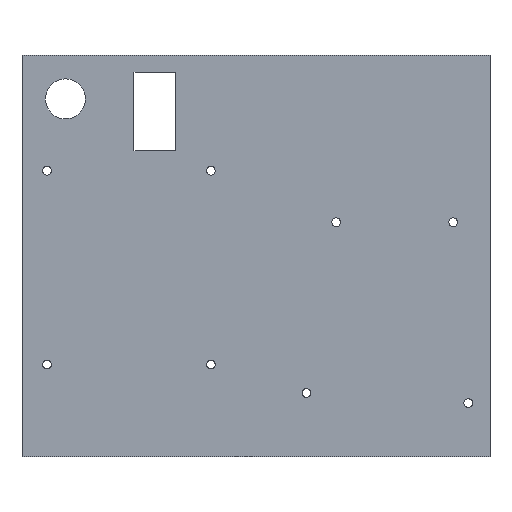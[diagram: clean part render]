
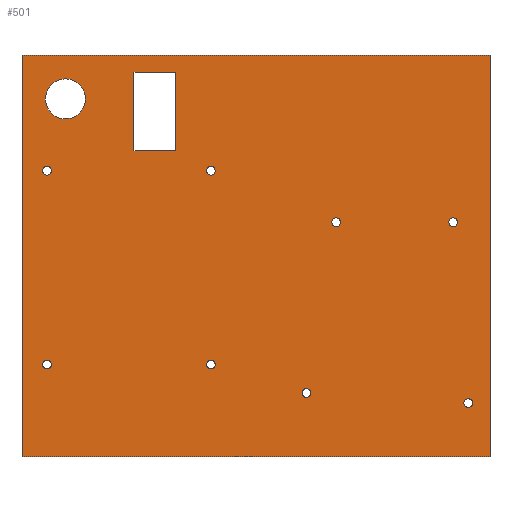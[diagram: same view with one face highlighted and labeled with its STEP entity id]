
A CAD part, front view. The second image highlights one B-rep face of the part: STEP entity #501.
In plain terms, the highlighted planar face has unit normal (0, -1, 0).
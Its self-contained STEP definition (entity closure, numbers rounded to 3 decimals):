
#29=FACE_BOUND('',#146,.T.);
#30=FACE_BOUND('',#147,.T.);
#31=FACE_BOUND('',#148,.T.);
#32=FACE_BOUND('',#149,.T.);
#33=FACE_BOUND('',#150,.T.);
#34=FACE_BOUND('',#151,.T.);
#35=FACE_BOUND('',#152,.T.);
#36=FACE_BOUND('',#153,.T.);
#37=FACE_BOUND('',#154,.T.);
#38=FACE_BOUND('',#155,.T.);
#56=CIRCLE('',#546,1.3);
#57=CIRCLE('',#548,1.3);
#58=CIRCLE('',#550,1.3);
#59=CIRCLE('',#552,1.3);
#60=CIRCLE('',#554,6.);
#61=CIRCLE('',#556,1.3);
#62=CIRCLE('',#558,1.3);
#63=CIRCLE('',#560,1.3);
#64=CIRCLE('',#562,1.3);
#104=FACE_OUTER_BOUND('',#145,.T.);
#145=EDGE_LOOP('',(#444,#445,#446,#447));
#146=EDGE_LOOP('',(#448,#449,#450,#451));
#147=EDGE_LOOP('',(#452));
#148=EDGE_LOOP('',(#453));
#149=EDGE_LOOP('',(#454));
#150=EDGE_LOOP('',(#455));
#151=EDGE_LOOP('',(#456));
#152=EDGE_LOOP('',(#457));
#153=EDGE_LOOP('',(#458));
#154=EDGE_LOOP('',(#459));
#155=EDGE_LOOP('',(#460));
#158=LINE('',#722,#195);
#162=LINE('',#729,#199);
#165=LINE('',#735,#202);
#167=LINE('',#738,#204);
#185=LINE('',#832,#222);
#188=LINE('',#837,#225);
#190=LINE('',#841,#227);
#192=LINE('',#844,#229);
#195=VECTOR('',#575,10.);
#199=VECTOR('',#581,10.);
#202=VECTOR('',#586,10.);
#204=VECTOR('',#590,10.);
#222=VECTOR('',#696,10.);
#225=VECTOR('',#701,10.);
#227=VECTOR('',#705,10.);
#229=VECTOR('',#709,10.);
#232=VERTEX_POINT('',#719);
#233=VERTEX_POINT('',#721);
#235=VERTEX_POINT('',#727);
#237=VERTEX_POINT('',#733);
#259=VERTEX_POINT('',#794);
#260=VERTEX_POINT('',#798);
#261=VERTEX_POINT('',#802);
#262=VERTEX_POINT('',#806);
#263=VERTEX_POINT('',#810);
#264=VERTEX_POINT('',#814);
#265=VERTEX_POINT('',#818);
#266=VERTEX_POINT('',#822);
#267=VERTEX_POINT('',#826);
#268=VERTEX_POINT('',#830);
#269=VERTEX_POINT('',#831);
#270=VERTEX_POINT('',#836);
#271=VERTEX_POINT('',#840);
#274=EDGE_CURVE('',#233,#232,#158,.T.);
#278=EDGE_CURVE('',#232,#235,#162,.T.);
#281=EDGE_CURVE('',#235,#237,#165,.T.);
#283=EDGE_CURVE('',#237,#233,#167,.T.);
#310=EDGE_CURVE('',#259,#259,#56,.T.);
#312=EDGE_CURVE('',#260,#260,#57,.T.);
#314=EDGE_CURVE('',#261,#261,#58,.T.);
#316=EDGE_CURVE('',#262,#262,#59,.T.);
#317=EDGE_CURVE('',#263,#263,#60,.T.);
#320=EDGE_CURVE('',#264,#264,#61,.T.);
#322=EDGE_CURVE('',#265,#265,#62,.T.);
#324=EDGE_CURVE('',#266,#266,#63,.T.);
#326=EDGE_CURVE('',#267,#267,#64,.T.);
#327=EDGE_CURVE('',#268,#269,#185,.T.);
#330=EDGE_CURVE('',#269,#270,#188,.T.);
#332=EDGE_CURVE('',#270,#271,#190,.T.);
#334=EDGE_CURVE('',#271,#268,#192,.T.);
#444=ORIENTED_EDGE('',*,*,#334,.T.);
#445=ORIENTED_EDGE('',*,*,#327,.T.);
#446=ORIENTED_EDGE('',*,*,#330,.T.);
#447=ORIENTED_EDGE('',*,*,#332,.T.);
#448=ORIENTED_EDGE('',*,*,#274,.T.);
#449=ORIENTED_EDGE('',*,*,#278,.T.);
#450=ORIENTED_EDGE('',*,*,#281,.T.);
#451=ORIENTED_EDGE('',*,*,#283,.T.);
#452=ORIENTED_EDGE('',*,*,#310,.T.);
#453=ORIENTED_EDGE('',*,*,#312,.T.);
#454=ORIENTED_EDGE('',*,*,#314,.T.);
#455=ORIENTED_EDGE('',*,*,#316,.T.);
#456=ORIENTED_EDGE('',*,*,#317,.T.);
#457=ORIENTED_EDGE('',*,*,#320,.T.);
#458=ORIENTED_EDGE('',*,*,#322,.T.);
#459=ORIENTED_EDGE('',*,*,#324,.T.);
#460=ORIENTED_EDGE('',*,*,#326,.T.);
#474=PLANE('',#568);
#501=ADVANCED_FACE('',(#104,#29,#30,#31,#32,#33,#34,#35,#36,#37,#38),#474,
 .F.);
#546=AXIS2_PLACEMENT_3D('',#796,#652,#653);
#548=AXIS2_PLACEMENT_3D('',#800,#657,#658);
#550=AXIS2_PLACEMENT_3D('',#804,#662,#663);
#552=AXIS2_PLACEMENT_3D('',#808,#667,#668);
#554=AXIS2_PLACEMENT_3D('',#811,#671,#672);
#556=AXIS2_PLACEMENT_3D('',#816,#677,#678);
#558=AXIS2_PLACEMENT_3D('',#820,#682,#683);
#560=AXIS2_PLACEMENT_3D('',#824,#687,#688);
#562=AXIS2_PLACEMENT_3D('',#828,#692,#693);
#568=AXIS2_PLACEMENT_3D('',#846,#712,#713);
#575=DIRECTION('',(0.,0.,-1.));
#581=DIRECTION('',(-1.,0.,0.));
#586=DIRECTION('',(0.,0.,1.));
#590=DIRECTION('',(1.,0.,0.));
#652=DIRECTION('center_axis',(0.,1.,0.));
#653=DIRECTION('ref_axis',(0.,0.,1.));
#657=DIRECTION('center_axis',(0.,1.,0.));
#658=DIRECTION('ref_axis',(0.,0.,1.));
#662=DIRECTION('center_axis',(0.,1.,0.));
#663=DIRECTION('ref_axis',(0.,0.,1.));
#667=DIRECTION('center_axis',(0.,1.,0.));
#668=DIRECTION('ref_axis',(0.,0.,1.));
#671=DIRECTION('center_axis',(0.,1.,0.));
#672=DIRECTION('ref_axis',(0.,0.,-1.));
#677=DIRECTION('center_axis',(0.,1.,0.));
#678=DIRECTION('ref_axis',(0.,0.,1.));
#682=DIRECTION('center_axis',(0.,1.,0.));
#683=DIRECTION('ref_axis',(0.,0.,1.));
#687=DIRECTION('center_axis',(0.,1.,0.));
#688=DIRECTION('ref_axis',(0.,0.,1.));
#692=DIRECTION('center_axis',(0.,1.,0.));
#693=DIRECTION('ref_axis',(0.,0.,1.));
#696=DIRECTION('',(0.,0.,-1.));
#701=DIRECTION('',(1.,0.,0.));
#705=DIRECTION('',(0.,0.,1.));
#709=DIRECTION('',(-1.,0.,0.));
#712=DIRECTION('center_axis',(0.,1.,0.));
#713=DIRECTION('ref_axis',(1.,0.,0.));
#719=CARTESIAN_POINT('',(46.,0.,91.5));
#721=CARTESIAN_POINT('',(46.,0.,115.));
#722=CARTESIAN_POINT('',(46.,0.,75.75));
#727=CARTESIAN_POINT('',(33.5,0.,91.5));
#729=CARTESIAN_POINT('',(51.75,0.,91.5));
#733=CARTESIAN_POINT('',(33.5,0.,115.));
#735=CARTESIAN_POINT('',(33.5,0.,87.5));
#738=CARTESIAN_POINT('',(58.,0.,115.));
#794=CARTESIAN_POINT('',(133.5,0.,14.7));
#796=CARTESIAN_POINT('Origin',(133.5,0.,16.));
#798=CARTESIAN_POINT('',(85.1,0.,17.7));
#800=CARTESIAN_POINT('Origin',(85.1,0.,19.));
#802=CARTESIAN_POINT('',(129.,0.,68.8));
#804=CARTESIAN_POINT('Origin',(129.,0.,70.1));
#806=CARTESIAN_POINT('',(94.,0.,68.8));
#808=CARTESIAN_POINT('Origin',(94.,0.,70.1));
#810=CARTESIAN_POINT('',(13.,0.,113.));
#811=CARTESIAN_POINT('Origin',(13.,0.,107.));
#814=CARTESIAN_POINT('',(56.5,0.,84.2));
#816=CARTESIAN_POINT('Origin',(56.5,0.,85.5));
#818=CARTESIAN_POINT('',(7.5,0.,84.2));
#820=CARTESIAN_POINT('Origin',(7.5,0.,85.5));
#822=CARTESIAN_POINT('',(7.5,0.,26.2));
#824=CARTESIAN_POINT('Origin',(7.5,0.,27.5));
#826=CARTESIAN_POINT('',(56.5,0.,26.2));
#828=CARTESIAN_POINT('Origin',(56.5,0.,27.5));
#830=CARTESIAN_POINT('',(0.,0.,120.));
#831=CARTESIAN_POINT('',(0.,0.,0.));
#832=CARTESIAN_POINT('',(0.,0.,120.));
#836=CARTESIAN_POINT('',(140.,0.,0.));
#837=CARTESIAN_POINT('',(0.,0.,0.));
#840=CARTESIAN_POINT('',(140.,0.,120.));
#841=CARTESIAN_POINT('',(140.,0.,0.));
#844=CARTESIAN_POINT('',(140.,0.,120.));
#846=CARTESIAN_POINT('Origin',(70.,0.,60.));
